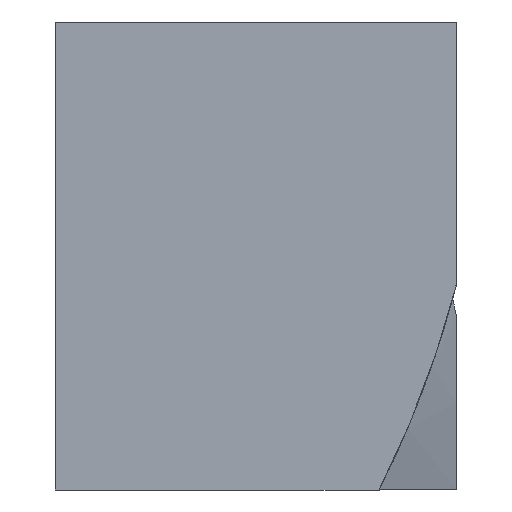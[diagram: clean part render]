
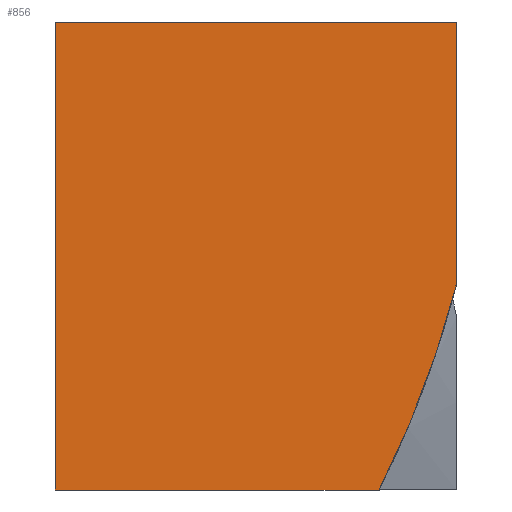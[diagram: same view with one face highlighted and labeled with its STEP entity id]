
A CAD part, front view. The second image highlights one B-rep face of the part: STEP entity #856.
In plain terms, the highlighted planar face has unit normal (0, -1, 0).
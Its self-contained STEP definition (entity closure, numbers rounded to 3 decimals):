
#71=PLANE('',#946);
#128=FACE_OUTER_BOUND('',#182,.T.);
#182=EDGE_LOOP('',(#728,#729,#730,#731,#732));
#245=LINE('',#1607,#314);
#252=LINE('',#1625,#321);
#254=LINE('',#1641,#323);
#255=LINE('',#1642,#324);
#314=VECTOR('',#1113,10.);
#321=VECTOR('',#1122,10.);
#323=VECTOR('',#1132,10.);
#324=VECTOR('',#1133,10.);
#367=CIRCLE('',#945,39.);
#432=VERTEX_POINT('',#1604);
#433=VERTEX_POINT('',#1606);
#437=VERTEX_POINT('',#1616);
#441=VERTEX_POINT('',#1636);
#442=VERTEX_POINT('',#1640);
#537=EDGE_CURVE('',#432,#433,#245,.T.);
#545=EDGE_CURVE('',#437,#433,#252,.T.);
#548=EDGE_CURVE('',#437,#441,#367,.T.);
#550=EDGE_CURVE('',#442,#432,#254,.T.);
#551=EDGE_CURVE('',#442,#441,#255,.T.);
#728=ORIENTED_EDGE('',*,*,#548,.F.);
#729=ORIENTED_EDGE('',*,*,#545,.T.);
#730=ORIENTED_EDGE('',*,*,#537,.F.);
#731=ORIENTED_EDGE('',*,*,#550,.F.);
#732=ORIENTED_EDGE('',*,*,#551,.T.);
#856=ADVANCED_FACE('',(#128),#71,.T.);
#945=AXIS2_PLACEMENT_3D('',#1637,#1127,#1128);
#946=AXIS2_PLACEMENT_3D('',#1639,#1130,#1131);
#1113=DIRECTION('',(1.,0.,0.));
#1122=DIRECTION('',(0.,0.,1.));
#1127=DIRECTION('center_axis',(0.,1.,0.));
#1128=DIRECTION('ref_axis',(1.,0.,0.));
#1130=DIRECTION('center_axis',(0.,-1.,0.));
#1131=DIRECTION('ref_axis',(-1.,0.,0.));
#1132=DIRECTION('',(0.,0.,1.));
#1133=DIRECTION('',(1.,0.,0.));
#1604=CARTESIAN_POINT('',(22.75,-343.548,0.));
#1606=CARTESIAN_POINT('',(37.75,-343.548,0.));
#1607=CARTESIAN_POINT('',(34.625,-343.548,0.));
#1616=CARTESIAN_POINT('',(37.75,-343.548,-9.797));
#1625=CARTESIAN_POINT('',(37.75,-343.548,-7.5));
#1636=CARTESIAN_POINT('',(34.853,-343.548,-17.5));
#1637=CARTESIAN_POINT('Origin',(0.,-343.548,
0.));
#1639=CARTESIAN_POINT('Origin',(37.75,-343.548,-7.5));
#1640=CARTESIAN_POINT('',(22.75,-343.548,-17.5));
#1641=CARTESIAN_POINT('',(22.75,-343.548,-8.125));
#1642=CARTESIAN_POINT('',(34.625,-343.548,-17.5));
